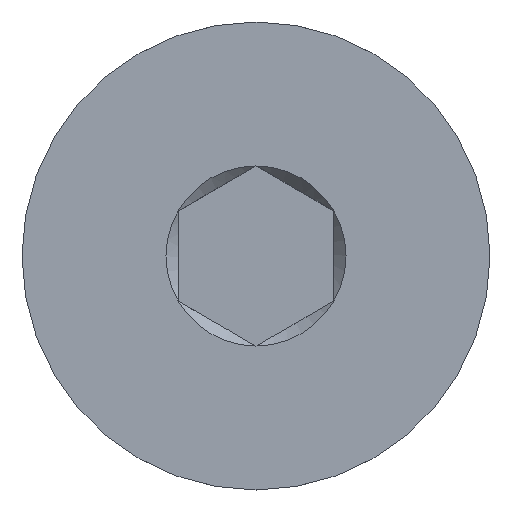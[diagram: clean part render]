
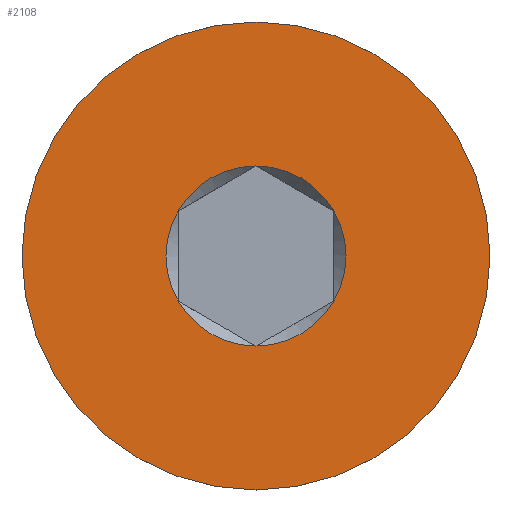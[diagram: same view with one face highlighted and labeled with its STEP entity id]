
A CAD part, top view. The second image highlights one B-rep face of the part: STEP entity #2108.
In plain terms, the highlighted planar face has unit normal (0, 0, 1).
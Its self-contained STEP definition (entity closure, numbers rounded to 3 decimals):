
#17=FACE_BOUND('',#353,.T.);
#18=PLANE('',#2257);
#236=FACE_OUTER_BOUND('',#352,.T.);
#352=EDGE_LOOP('',(#1658,#1659));
#353=EDGE_LOOP('',(#1660,#1661,#1662,#1663,#1664,#1665));
#377=CIRCLE('',#2248,1.155);
#378=CIRCLE('',#2250,3.);
#379=CIRCLE('',#2251,3.);
#384=CIRCLE('',#2258,1.155);
#385=CIRCLE('',#2259,1.155);
#386=CIRCLE('',#2260,1.155);
#387=CIRCLE('',#2261,1.155);
#388=CIRCLE('',#2262,1.155);
#903=VERTEX_POINT('',#12586);
#904=VERTEX_POINT('',#12587);
#905=VERTEX_POINT('',#12593);
#906=VERTEX_POINT('',#12594);
#912=VERTEX_POINT('',#12648);
#913=VERTEX_POINT('',#12650);
#914=VERTEX_POINT('',#12652);
#915=VERTEX_POINT('',#12654);
#1216=EDGE_CURVE('',#903,#904,#377,.T.);
#1217=EDGE_CURVE('',#905,#906,#378,.T.);
#1218=EDGE_CURVE('',#906,#905,#379,.T.);
#1227=EDGE_CURVE('',#904,#912,#384,.T.);
#1228=EDGE_CURVE('',#912,#913,#385,.T.);
#1229=EDGE_CURVE('',#913,#914,#386,.T.);
#1230=EDGE_CURVE('',#914,#915,#387,.T.);
#1231=EDGE_CURVE('',#915,#903,#388,.T.);
#1658=ORIENTED_EDGE('',*,*,#1217,.T.);
#1659=ORIENTED_EDGE('',*,*,#1218,.T.);
#1660=ORIENTED_EDGE('',*,*,#1227,.T.);
#1661=ORIENTED_EDGE('',*,*,#1228,.T.);
#1662=ORIENTED_EDGE('',*,*,#1229,.T.);
#1663=ORIENTED_EDGE('',*,*,#1230,.T.);
#1664=ORIENTED_EDGE('',*,*,#1231,.T.);
#1665=ORIENTED_EDGE('',*,*,#1216,.T.);
#2108=ADVANCED_FACE('',(#236,#17),#18,.F.);
#2248=AXIS2_PLACEMENT_3D('',#12591,#2579,#2580);
#2250=AXIS2_PLACEMENT_3D('',#12595,#2583,#2584);
#2251=AXIS2_PLACEMENT_3D('',#12596,#2585,#2586);
#2257=AXIS2_PLACEMENT_3D('',#12647,#2599,#2600);
#2258=AXIS2_PLACEMENT_3D('',#12649,#2601,#2602);
#2259=AXIS2_PLACEMENT_3D('',#12651,#2603,#2604);
#2260=AXIS2_PLACEMENT_3D('',#12653,#2605,#2606);
#2261=AXIS2_PLACEMENT_3D('',#12655,#2607,#2608);
#2262=AXIS2_PLACEMENT_3D('',#12656,#2609,#2610);
#2579=DIRECTION('center_axis',(0.,0.,-1.));
#2580=DIRECTION('ref_axis',(-1.,0.,0.));
#2583=DIRECTION('center_axis',(0.,0.,1.));
#2584=DIRECTION('ref_axis',(0.,-1.,0.));
#2585=DIRECTION('center_axis',(0.,0.,1.));
#2586=DIRECTION('ref_axis',(0.,-1.,0.));
#2599=DIRECTION('center_axis',(0.,0.,-1.));
#2600=DIRECTION('ref_axis',(0.,1.,0.));
#2601=DIRECTION('center_axis',(0.,0.,-1.));
#2602=DIRECTION('ref_axis',(-1.,0.,0.));
#2603=DIRECTION('center_axis',(0.,0.,-1.));
#2604=DIRECTION('ref_axis',(-1.,0.,0.));
#2605=DIRECTION('center_axis',(0.,0.,-1.));
#2606=DIRECTION('ref_axis',(-1.,0.,0.));
#2607=DIRECTION('center_axis',(0.,0.,-1.));
#2608=DIRECTION('ref_axis',(-1.,0.,0.));
#2609=DIRECTION('center_axis',(0.,0.,-1.));
#2610=DIRECTION('ref_axis',(-1.,0.,0.));
#12586=CARTESIAN_POINT('',(-1.,-0.577,12.5));
#12587=CARTESIAN_POINT('',(-1.,0.577,12.5));
#12591=CARTESIAN_POINT('Origin',(0.,0.,12.5));
#12593=CARTESIAN_POINT('',(0.,-3.,12.5));
#12594=CARTESIAN_POINT('',(0.,3.,12.5));
#12595=CARTESIAN_POINT('Origin',(0.,0.,12.5));
#12596=CARTESIAN_POINT('Origin',(0.,0.,12.5));
#12647=CARTESIAN_POINT('Origin',(0.,0.,
12.5));
#12648=CARTESIAN_POINT('',(0.,1.155,12.5));
#12649=CARTESIAN_POINT('Origin',(0.,0.,12.5));
#12650=CARTESIAN_POINT('',(1.,0.577,12.5));
#12651=CARTESIAN_POINT('Origin',(0.,0.,12.5));
#12652=CARTESIAN_POINT('',(1.,-0.577,12.5));
#12653=CARTESIAN_POINT('Origin',(0.,0.,12.5));
#12654=CARTESIAN_POINT('',(0.,-1.155,12.5));
#12655=CARTESIAN_POINT('Origin',(0.,0.,12.5));
#12656=CARTESIAN_POINT('Origin',(0.,0.,12.5));
